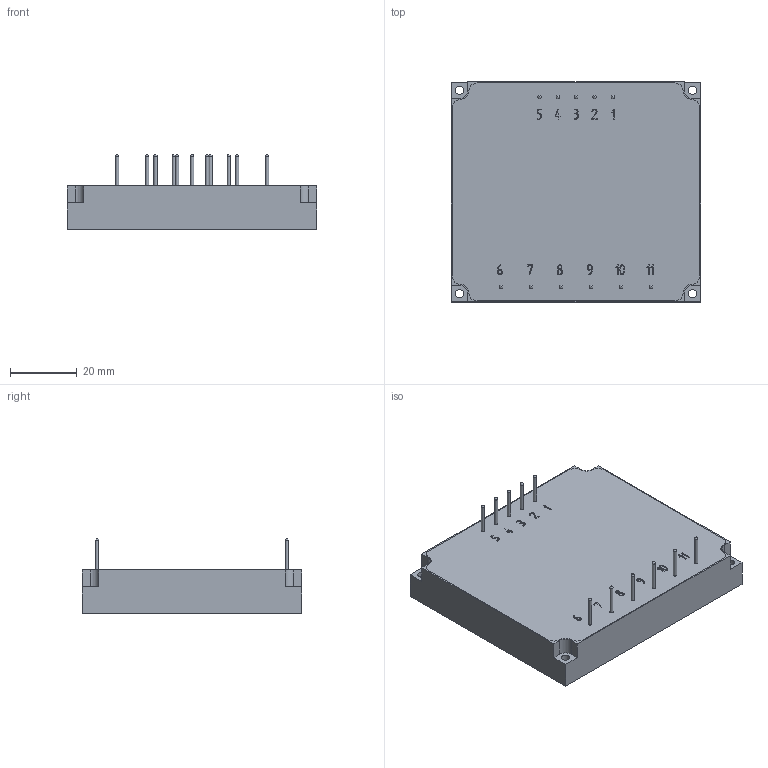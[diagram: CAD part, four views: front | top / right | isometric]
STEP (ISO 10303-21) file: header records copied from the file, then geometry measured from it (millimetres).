
FILE_DESCRIPTION(/* description */ ('Unknown'),/* implementation_level */ '2;1');
FILE_NAME(/* name */ 'M7874001',/* time_stamp */ '2020-04-18T15:58:20-04:00',/* author */ ('Unknown'),/* organization */ ('Unknown'),/* preprocessor_version */ 'ST-DEVELOPER v16.7',/* originating_system */ 'DEX',/* authorisation */ $);
FILE_SCHEMA (('CONFIG_CONTROL_DESIGN'));
Length unit declared in the file: millimetre
Products named in the file (1): M7874001
Bounding box: 74.9 x 66 x 22.5 mm (x, y, z)
Volume: 64197.1 mm3; surface area: 14099.1 mm2
Topology: 1 solids, 1 shells, 163 faces, 446 edges, 304 vertices
Faces by surface type: plane 105, bspline 28, cylinder 19, sphere 11
Full cylindrical faces by diameter (mm): 1 x11, 2.5 x4
Entity records: 7743 total; most frequent: CARTESIAN_POINT 3114, ORIENTED_EDGE 780, DIRECTION 520, EDGE_CURVE 390, VERTEX_POINT 278, EDGE_LOOP 220, FACE_BOUND 220, B_SPLINE_CURVE_WITH_KNOTS 192
